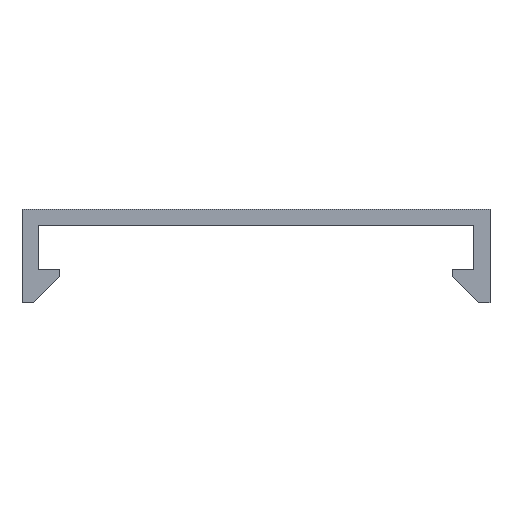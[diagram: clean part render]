
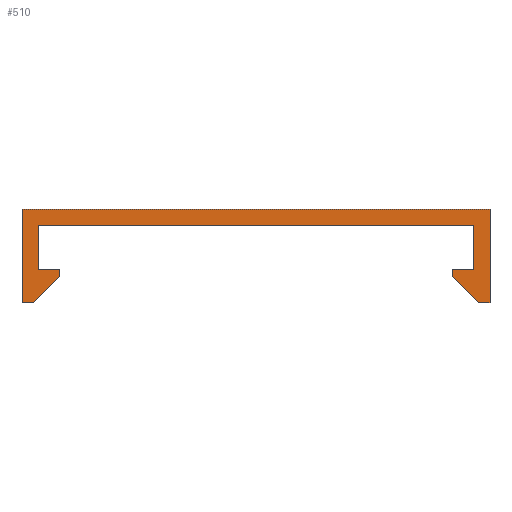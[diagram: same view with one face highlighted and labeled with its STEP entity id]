
A CAD part, front view. The second image highlights one B-rep face of the part: STEP entity #510.
In plain terms, the highlighted planar face has unit normal (0, -1, 0).
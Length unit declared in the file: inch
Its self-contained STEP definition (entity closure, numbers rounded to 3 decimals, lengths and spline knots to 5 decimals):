
#6 = EDGE_CURVE ( 'NONE', #333, #326, #545, .T. ) ;
#33 = DIRECTION ( 'NONE',  ( 0., 0., -1. ) ) ;
#35 = EDGE_CURVE ( 'NONE', #346, #301, #486, .T. ) ;
#41 = CARTESIAN_POINT ( 'NONE',  ( 0.625, 0., 0.90714 ) ) ;
#55 = CARTESIAN_POINT ( 'NONE',  ( 0.625, 0., 1.15714 ) ) ;
#59 = EDGE_CURVE ( 'NONE', #363, #240, #203, .T. ) ;
#67 = EDGE_CURVE ( 'NONE', #367, #357, #102, .T. ) ;
#71 = EDGE_CURVE ( 'NONE', #387, #256, #559, .T. ) ;
#74 = EDGE_CURVE ( 'NONE', #326, #267, #104, .T. ) ;
#75 = EDGE_CURVE ( 'NONE', #301, #260, #427, .T. ) ;
#102 = LINE ( 'NONE', #494, #138 ) ;
#104 = LINE ( 'NONE', #481, #212 ) ;
#106 = VECTOR ( 'NONE', #448, 39.37008 ) ;
#111 = VECTOR ( 'NONE', #335, 39.37008 ) ;
#123 = DIRECTION ( 'NONE',  ( 1., 0., 0. ) ) ;
#135 = LINE ( 'NONE', #297, #139 ) ;
#138 = VECTOR ( 'NONE', #490, 39.37008 ) ;
#139 = VECTOR ( 'NONE', #214, 39.37008 ) ;
#143 = VECTOR ( 'NONE', #330, 39.37008 ) ;
#146 = LINE ( 'NONE', #513, #148 ) ;
#148 = VECTOR ( 'NONE', #434, 39.37008 ) ;
#150 = CARTESIAN_POINT ( 'NONE',  ( 0.525, 0., 0.99571 ) ) ;
#153 = FACE_OUTER_BOUND ( 'NONE', #249, .T. ) ;
#154 = VECTOR ( 'NONE', #204, 39.37008 ) ;
#156 = VECTOR ( 'NONE', #123, 39.37008 ) ;
#157 = LINE ( 'NONE', #194, #154 ) ;
#160 = LINE ( 'NONE', #150, #156 ) ;
#172 = LINE ( 'NONE', #230, #143 ) ;
#173 = VECTOR ( 'NONE', #33, 39.37008 ) ;
#174 = LINE ( 'NONE', #425, #173 ) ;
#184 = VECTOR ( 'NONE', #394, 39.37008 ) ;
#193 = ORIENTED_EDGE ( 'NONE', *, *, #512, .F. ) ;
#194 = CARTESIAN_POINT ( 'NONE',  ( -0.5947, 0., 0.90714 ) ) ;
#203 = LINE ( 'NONE', #508, #543 ) ;
#204 = DIRECTION ( 'NONE',  ( -1., 0., 0. ) ) ;
#208 = LINE ( 'NONE', #526, #184 ) ;
#212 = VECTOR ( 'NONE', #411, 39.37008 ) ;
#214 = DIRECTION ( 'NONE',  ( -0.707, 0., 0.707 ) ) ;
#216 = CARTESIAN_POINT ( 'NONE',  ( 0., 0., 0. ) ) ;
#220 = ORIENTED_EDGE ( 'NONE', *, *, #59, .F. ) ;
#226 = CARTESIAN_POINT ( 'NONE',  ( -0.58214, 0., 0.99571 ) ) ;
#230 = CARTESIAN_POINT ( 'NONE',  ( -0.525, 0., 0.97684 ) ) ;
#234 = CARTESIAN_POINT ( 'NONE',  ( -0.625, 0., 0.90714 ) ) ;
#240 = VERTEX_POINT ( 'NONE', #553 ) ;
#241 = ORIENTED_EDGE ( 'NONE', *, *, #75, .F. ) ;
#244 = AXIS2_PLACEMENT_3D ( 'NONE', #216, #281, #286 ) ;
#249 = EDGE_LOOP ( 'NONE', ( #283, #398, #305, #372, #241, #318, #359, #220, #388, #351, #193, #360, #337, #296 ) ) ;
#250 = EDGE_CURVE ( 'NONE', #357, #345, #208, .T. ) ;
#256 = VERTEX_POINT ( 'NONE', #431 ) ;
#259 = PLANE ( 'NONE',  #244 ) ;
#260 = VERTEX_POINT ( 'NONE', #439 ) ;
#267 = VERTEX_POINT ( 'NONE', #55 ) ;
#281 = DIRECTION ( 'NONE',  ( 0., 1., 0. ) ) ;
#283 = ORIENTED_EDGE ( 'NONE', *, *, #517, .F. ) ;
#286 = DIRECTION ( 'NONE',  ( 0., 0., 1. ) ) ;
#296 = ORIENTED_EDGE ( 'NONE', *, *, #488, .F. ) ;
#297 = CARTESIAN_POINT ( 'NONE',  ( 0.5947, 0., 0.90714 ) ) ;
#301 = VERTEX_POINT ( 'NONE', #506 ) ;
#305 = ORIENTED_EDGE ( 'NONE', *, *, #67, .F. ) ;
#307 = CARTESIAN_POINT ( 'NONE',  ( 0.58214, 0., 0.99571 ) ) ;
#318 = ORIENTED_EDGE ( 'NONE', *, *, #35, .F. ) ;
#326 = VERTEX_POINT ( 'NONE', #496 ) ;
#330 = DIRECTION ( 'NONE',  ( -0.707, 0., -0.707 ) ) ;
#333 = VERTEX_POINT ( 'NONE', #529 ) ;
#335 = DIRECTION ( 'NONE',  ( -1., 0., 0. ) ) ;
#337 = ORIENTED_EDGE ( 'NONE', *, *, #6, .F. ) ;
#345 = VERTEX_POINT ( 'NONE', #516 ) ;
#346 = VERTEX_POINT ( 'NONE', #307 ) ;
#351 = ORIENTED_EDGE ( 'NONE', *, *, #71, .F. ) ;
#357 = VERTEX_POINT ( 'NONE', #455 ) ;
#359 = ORIENTED_EDGE ( 'NONE', *, *, #485, .F. ) ;
#360 = ORIENTED_EDGE ( 'NONE', *, *, #74, .F. ) ;
#363 = VERTEX_POINT ( 'NONE', #492 ) ;
#367 = VERTEX_POINT ( 'NONE', #226 ) ;
#372 = ORIENTED_EDGE ( 'NONE', *, *, #381, .F. ) ;
#381 = EDGE_CURVE ( 'NONE', #260, #367, #174, .T. ) ;
#384 = VERTEX_POINT ( 'NONE', #471 ) ;
#386 = CARTESIAN_POINT ( 'NONE',  ( 0.58214, 0., 1.11429 ) ) ;
#387 = VERTEX_POINT ( 'NONE', #41 ) ;
#388 = ORIENTED_EDGE ( 'NONE', *, *, #540, .F. ) ;
#394 = DIRECTION ( 'NONE',  ( 0., 0., -1. ) ) ;
#398 = ORIENTED_EDGE ( 'NONE', *, *, #250, .F. ) ;
#410 = VECTOR ( 'NONE', #554, 39.37008 ) ;
#411 = DIRECTION ( 'NONE',  ( 1., 0., 0. ) ) ;
#419 = DIRECTION ( 'NONE',  ( 0., 0., 1. ) ) ;
#425 = CARTESIAN_POINT ( 'NONE',  ( -0.58214, 0., 1.11429 ) ) ;
#427 = LINE ( 'NONE', #386, #106 ) ;
#431 = CARTESIAN_POINT ( 'NONE',  ( 0.5947, 0., 0.90714 ) ) ;
#434 = DIRECTION ( 'NONE',  ( 0., 0., -1. ) ) ;
#439 = CARTESIAN_POINT ( 'NONE',  ( -0.58214, 0., 1.11429 ) ) ;
#448 = DIRECTION ( 'NONE',  ( -1., 0., 0. ) ) ;
#455 = CARTESIAN_POINT ( 'NONE',  ( -0.525, 0., 0.99571 ) ) ;
#471 = CARTESIAN_POINT ( 'NONE',  ( -0.5947, 0., 0.90714 ) ) ;
#481 = CARTESIAN_POINT ( 'NONE',  ( -0.625, 0., 1.15714 ) ) ;
#485 = EDGE_CURVE ( 'NONE', #240, #346, #160, .T. ) ;
#486 = LINE ( 'NONE', #541, #524 ) ;
#488 = EDGE_CURVE ( 'NONE', #384, #333, #157, .T. ) ;
#490 = DIRECTION ( 'NONE',  ( 1., 0., 0. ) ) ;
#492 = CARTESIAN_POINT ( 'NONE',  ( 0.525, 0., 0.97684 ) ) ;
#494 = CARTESIAN_POINT ( 'NONE',  ( -0.58214, 0., 0.99571 ) ) ;
#496 = CARTESIAN_POINT ( 'NONE',  ( -0.625, 0., 1.15714 ) ) ;
#506 = CARTESIAN_POINT ( 'NONE',  ( 0.58214, 0., 1.11429 ) ) ;
#508 = CARTESIAN_POINT ( 'NONE',  ( 0.525, 0., 0.97684 ) ) ;
#510 = ADVANCED_FACE ( 'NONE', ( #153 ), #259, .F. ) ;
#512 = EDGE_CURVE ( 'NONE', #267, #387, #146, .T. ) ;
#513 = CARTESIAN_POINT ( 'NONE',  ( 0.625, 0., 1.15714 ) ) ;
#516 = CARTESIAN_POINT ( 'NONE',  ( -0.525, 0., 0.97684 ) ) ;
#517 = EDGE_CURVE ( 'NONE', #345, #384, #172, .T. ) ;
#521 = CARTESIAN_POINT ( 'NONE',  ( 0.625, 0., 0.90714 ) ) ;
#524 = VECTOR ( 'NONE', #544, 39.37008 ) ;
#526 = CARTESIAN_POINT ( 'NONE',  ( -0.525, 0., 0.99571 ) ) ;
#529 = CARTESIAN_POINT ( 'NONE',  ( -0.625, 0., 0.90714 ) ) ;
#540 = EDGE_CURVE ( 'NONE', #256, #363, #135, .T. ) ;
#541 = CARTESIAN_POINT ( 'NONE',  ( 0.58214, 0., 0.99571 ) ) ;
#543 = VECTOR ( 'NONE', #419, 39.37008 ) ;
#544 = DIRECTION ( 'NONE',  ( 0., 0., 1. ) ) ;
#545 = LINE ( 'NONE', #234, #410 ) ;
#553 = CARTESIAN_POINT ( 'NONE',  ( 0.525, 0., 0.99571 ) ) ;
#554 = DIRECTION ( 'NONE',  ( 0., 0., 1. ) ) ;
#559 = LINE ( 'NONE', #521, #111 ) ;
